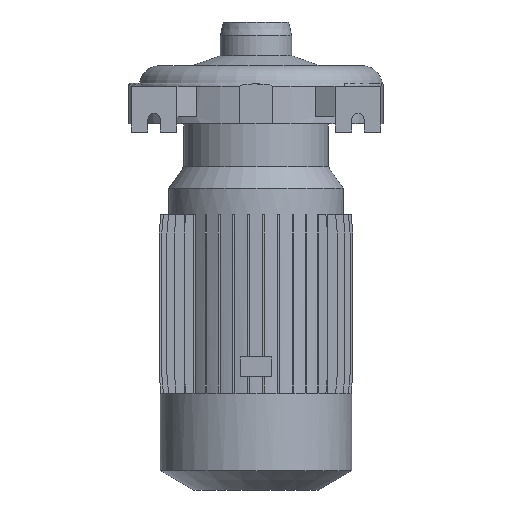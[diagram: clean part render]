
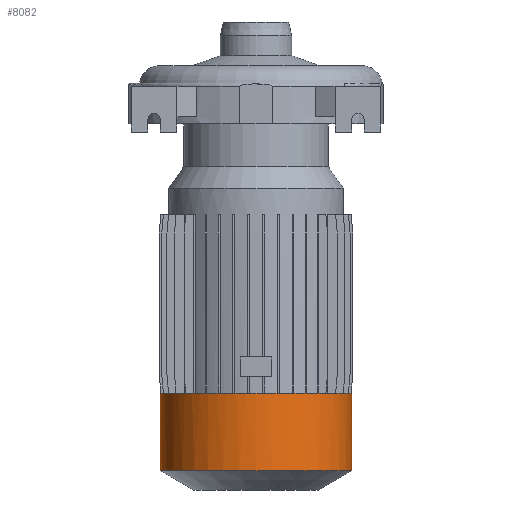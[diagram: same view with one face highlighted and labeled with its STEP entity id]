
A CAD part, front view. The second image highlights one B-rep face of the part: STEP entity #8082.
In plain terms, the highlighted cylindrical face has radius 94 mm (diameter 188 mm), a partial arc.
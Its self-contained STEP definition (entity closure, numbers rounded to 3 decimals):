
#117 = CARTESIAN_POINT ( 'NONE',  ( 94., 0., 63. ) ) ;
#145 = CARTESIAN_POINT ( 'NONE',  ( 94., 0., -301. ) ) ;
#222 = ORIENTED_EDGE ( 'NONE', *, *, #10468, .T. ) ;
#730 = VERTEX_POINT ( 'NONE', #9835 ) ;
#773 = DIRECTION ( 'NONE',  ( 0., 0., 1. ) ) ;
#961 = CARTESIAN_POINT ( 'NONE',  ( 0., 0., -377. ) ) ;
#1012 = VERTEX_POINT ( 'NONE', #145 ) ;
#1186 = CARTESIAN_POINT ( 'NONE',  ( 0., 0., 63. ) ) ;
#1306 = AXIS2_PLACEMENT_3D ( 'NONE', #961, #773, #7441 ) ;
#1635 = VECTOR ( 'NONE', #2727, 1000. ) ;
#1928 = CARTESIAN_POINT ( 'NONE',  ( -94., 0., -377. ) ) ;
#2324 = DIRECTION ( 'NONE',  ( 1., 0., 0. ) ) ;
#2727 = DIRECTION ( 'NONE',  ( 0., 0., 1. ) ) ;
#2790 = DIRECTION ( 'NONE',  ( 0., 0., 1. ) ) ;
#3431 = DIRECTION ( 'NONE',  ( 0., 0., 1. ) ) ;
#3655 = EDGE_CURVE ( 'NONE', #11228, #6953, #10951, .T. ) ;
#4513 = AXIS2_PLACEMENT_3D ( 'NONE', #10747, #3431, #2324 ) ;
#4773 = CYLINDRICAL_SURFACE ( 'NONE', #8059, 94. ) ;
#4936 = CARTESIAN_POINT ( 'NONE',  ( 94., 0., -377. ) ) ;
#5408 = ORIENTED_EDGE ( 'NONE', *, *, #11664, .F. ) ;
#6458 = ORIENTED_EDGE ( 'NONE', *, *, #7762, .F. ) ;
#6953 = VERTEX_POINT ( 'NONE', #4936 ) ;
#7087 = ORIENTED_EDGE ( 'NONE', *, *, #3655, .T. ) ;
#7441 = DIRECTION ( 'NONE',  ( 1., 0., 0. ) ) ;
#7675 = DIRECTION ( 'NONE',  ( 1., 0., 0. ) ) ;
#7762 = EDGE_CURVE ( 'NONE', #730, #1012, #9813, .T. ) ;
#8059 = AXIS2_PLACEMENT_3D ( 'NONE', #1186, #8521, #7675 ) ;
#8082 = ADVANCED_FACE ( 'NONE', ( #10616 ), #4773, .T. ) ;
#8521 = DIRECTION ( 'NONE',  ( 0., 0., 1. ) ) ;
#9726 = VECTOR ( 'NONE', #2790, 1000. ) ;
#9813 = CIRCLE ( 'NONE', #4513, 94. ) ;
#9835 = CARTESIAN_POINT ( 'NONE',  ( -94., 0., -301. ) ) ;
#10180 = EDGE_LOOP ( 'NONE', ( #5408, #7087, #222, #6458 ) ) ;
#10404 = CARTESIAN_POINT ( 'NONE',  ( -94., 0., 63. ) ) ;
#10468 = EDGE_CURVE ( 'NONE', #6953, #1012, #12222, .T. ) ;
#10616 = FACE_OUTER_BOUND ( 'NONE', #10180, .T. ) ;
#10747 = CARTESIAN_POINT ( 'NONE',  ( 0., 0., -301. ) ) ;
#10951 = CIRCLE ( 'NONE', #1306, 94. ) ;
#11228 = VERTEX_POINT ( 'NONE', #1928 ) ;
#11345 = LINE ( 'NONE', #10404, #9726 ) ;
#11664 = EDGE_CURVE ( 'NONE', #11228, #730, #11345, .T. ) ;
#12222 = LINE ( 'NONE', #117, #1635 ) ;
